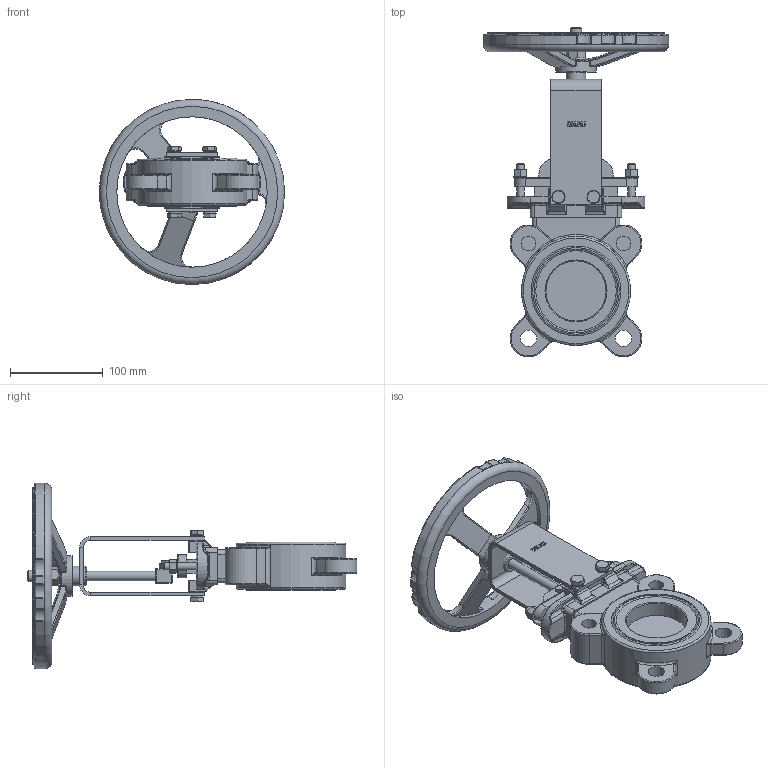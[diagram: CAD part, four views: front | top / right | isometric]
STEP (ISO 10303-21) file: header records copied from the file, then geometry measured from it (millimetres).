
FILE_DESCRIPTION(/* description */ (''),/* implementation_level */ '2;1');
FILE_NAME(/* name */ 'DN65_3D_STEP.stp',/* time_stamp */ '2025-09-04T12:05:55+03:00',/* author */ ('igorr'),/* organization */ (''),/* preprocessor_version */ 'ST-DEVELOPER v20',/* originating_system */ 'Autodesk Inventor 2025',/* authorisation */ '');
FILE_SCHEMA (('AUTOMOTIVE_DESIGN { 1 0 10303 214 3 1 1 }'));
Length unit declared in the file: millimetre
Products named in the file (9): Сборка1; Деталь1; ANSI B18.2.4.2M - M8x1,25; AS 1110 - M5 x 10; Деталь2; AS 1237 - 8; AS 1110 - M8 x 12; Деталь 2; ANSI B18.2.4.2M - M12x1,75
Assembly tree (18 placements, depth 2):
  Сборка1
    Деталь1
    AS 1237 - 8  x6
    ANSI B18.2.4.2M - M8x1,25  x2
    AS 1110 - M5 x 10  x2
    Деталь2
    AS 1110 - M8 x 12  x4
    Деталь 2
    ANSI B18.2.4.2M - M12x1,75
Bounding box: 199.99 x 356.19 x 199.99 mm (x, y, z)
Volume: 1181177.1 mm3; surface area: 215582.7 mm2
Topology: 19 solids, 19 shells, 1103 faces, 2640 edges, 1601 vertices
Faces by surface type: plane 432, cylinder 275, bspline 133, torus 124, cone 93, sphere 46
Full cylindrical faces by diameter (mm): 5 x2, 6 x2, 6.647 x2, 8 x8, 8.4 x6, 9 x8, 10 x1, 10.106 x1, 11 x1, 12.5 x1, 13 x4, 14 x6, 16 x4, 18 x2, 21 x1, 43.75 x1, 65 x2, 118 x1, 162.5 x1, 171.25 x1, 191.25 x1, 200 x1
Entity records: 33031 total; most frequent: CARTESIAN_POINT 9712, ORIENTED_EDGE 4680, DIRECTION 4589, EDGE_CURVE 2340, AXIS2_PLACEMENT_3D 1776, VERTEX_POINT 1432, LINE 1037, VECTOR 1037
